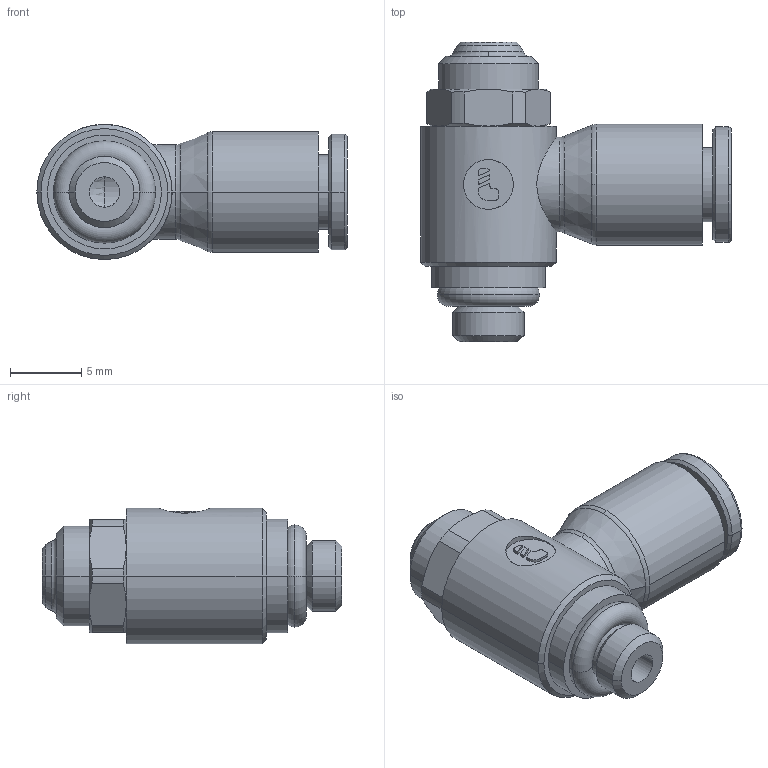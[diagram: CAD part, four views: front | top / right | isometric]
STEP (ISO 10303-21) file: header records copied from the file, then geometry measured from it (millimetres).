
FILE_DESCRIPTION(('STEP AP214'),'1');
FILE_NAME('7010_04_19.stp','2016-07-07T14:53:39',('TraceParts'),('TraceParts S.A.'),'Spatial InterOp 3D',' ',' ');
FILE_SCHEMA(('automotive_design'));
Length unit declared in the file: millimetre
Products named in the file (1): 1
Bounding box: 21.8 x 21.06 x 9.5 mm (x, y, z)
Volume: 1485 mm3; surface area: 1365.8 mm2
Topology: 1 solids, 2 shells, 122 faces, 295 edges, 183 vertices
Faces by surface type: cylinder 40, plane 34, cone 32, torus 14, sphere 2
Entity records: 3777 total; most frequent: CARTESIAN_POINT 880, DIRECTION 656, ORIENTED_EDGE 582, EDGE_CURVE 291, AXIS2_PLACEMENT_3D 275, VERTEX_POINT 183, CIRCLE 152, EDGE_LOOP 136
